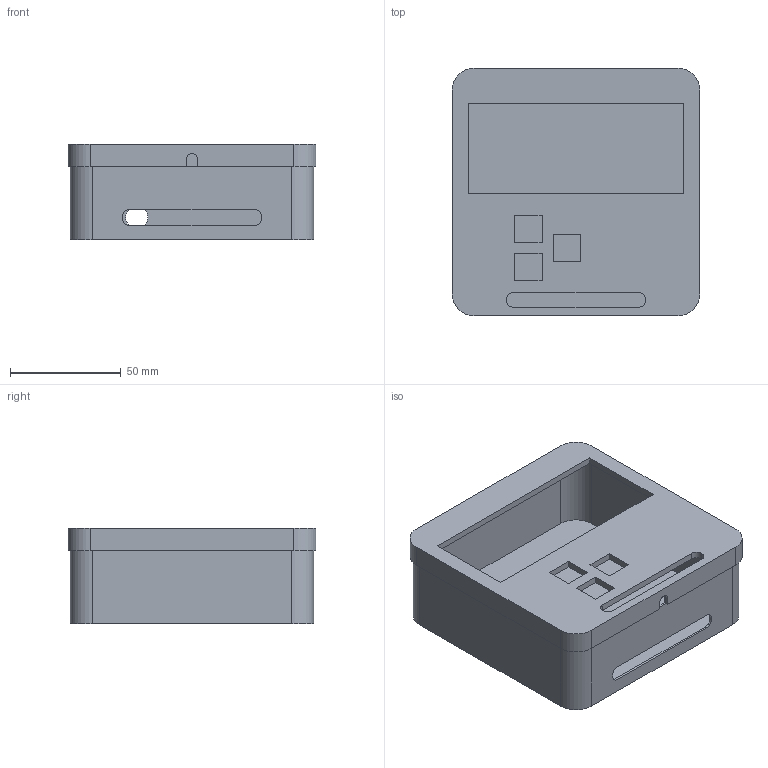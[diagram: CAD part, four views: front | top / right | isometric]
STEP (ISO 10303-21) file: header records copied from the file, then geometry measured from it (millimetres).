
FILE_DESCRIPTION(/* description */ (''),/* implementation_level */ '2;1');
FILE_NAME(/* name */ 'box_thermoReg.step',/* time_stamp */ '2021-08-31T00:20:06+03:00',/* author */ (''),/* organization */ (''),/* preprocessor_version */ 'ST-DEVELOPER v18.1',/* originating_system */ 'Autodesk Translation Framework v10.9.0.1377',/* authorisation */ '');
FILE_SCHEMA (('AUTOMOTIVE_DESIGN { 1 0 10303 214 3 1 1 }'));
Length unit declared in the file: millimetre
Products named in the file (3): box; Component3; Component4
Assembly tree (2 placements, depth 2):
  box
    Component3
    Component4
Bounding box: 112 x 112 x 43 mm (x, y, z)
Volume: 66093.9 mm3; surface area: 79997.1 mm2
Topology: 2 solids, 2 shells, 77 faces, 219 edges, 146 vertices
Faces by surface type: plane 51, cylinder 26
Full cylindrical faces by diameter (mm): 10 x1
Entity records: 2625 total; most frequent: CARTESIAN_POINT 447, ORIENTED_EDGE 438, DIRECTION 435, EDGE_CURVE 219, LINE 167, VECTOR 167, VERTEX_POINT 146, AXIS2_PLACEMENT_3D 134
